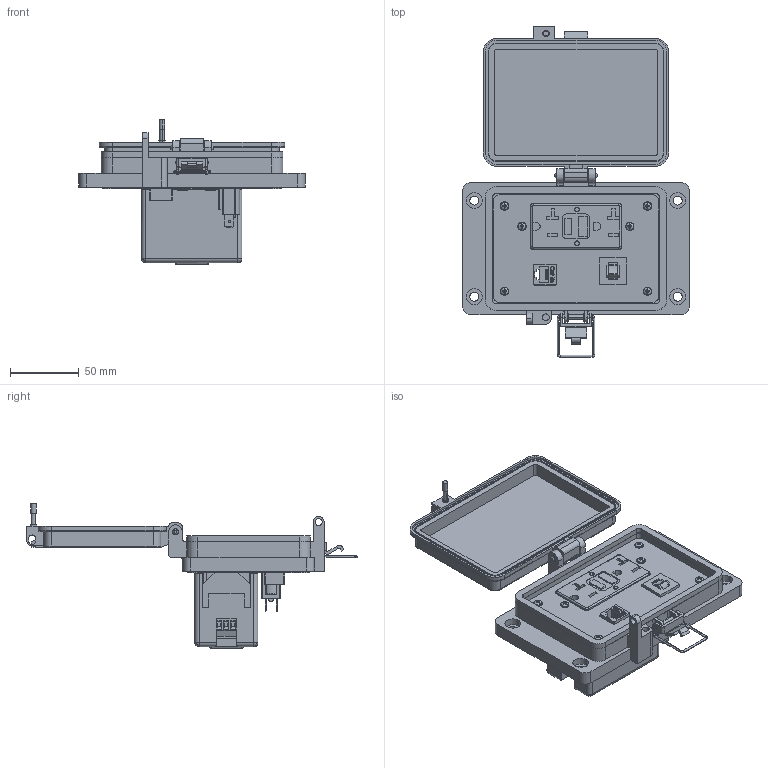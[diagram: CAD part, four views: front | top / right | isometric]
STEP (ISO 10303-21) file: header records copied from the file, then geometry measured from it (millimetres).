
FILE_DESCRIPTION (( 'STEP AP203' ), '1' );
FILE_NAME ('P-R2-M2RF3_3D.STEP', '2019-10-21T18:30:03', ( '' ), ( '' ), 'SwSTEP 2.0', 'SolidWorks 2019', '' );
FILE_SCHEMA (( 'CONFIG_CONTROL_DESIGN' ));
Length unit declared in the file: millimetre
Products named in the file (16): Z-000-4243316TFP; Z-CB-SM; RF_RF Clipped; M3PH_12M3; R2; -M2; CBX; Z-300-RJ45CAT5; Z-200-OTLT-GFIH-1_sheared; Z-H-M2_B; P-R2-M2RF3_3D; Z-200-OTLT-RIOF_RF Clipped; P-R2-M2RF3_FP060_1; 92005A124_METRIC PAN HEAD PHILLIPS MACHINE SCREW_92005A124; P-R2-M2RF3_BP180_1; P-R2-M2RF3_TP060_1
Assembly tree (20 placements, depth 3):
  P-R2-M2RF3_3D
    P-R2-M2RF3_BP180_1
    P-R2-M2RF3_TP060_1
    Z-000-4243316TFP  x2
    P-R2-M2RF3_FP060_1
    R2
      Z-300-RJ45CAT5
    CBX
      Z-CB-SM
    RF_RF Clipped
      Z-200-OTLT-RIOF_RF Clipped
      Z-200-OTLT-GFIH-1_sheared
    M3PH_12M3  x2
    -M2
      Z-H-M2_B
    92005A124_METRIC PAN HEAD PHILLIPS MACHINE SCREW_92005A124  x4
Bounding box: 164.96 x 240.59 x 105.18 mm (x, y, z)
Volume: 350756.2 mm3; surface area: 220108.1 mm2
Topology: 41 solids, 41 shells, 3419 faces, 9514 edges, 6281 vertices
Faces by surface type: plane 1606, cylinder 1401, bspline 247, cone 95, torus 38, sphere 32
Entity records: 99532 total; most frequent: CARTESIAN_POINT 31899, ORIENTED_EDGE 14606, DIRECTION 12508, EDGE_CURVE 7303, VERTEX_POINT 4817, VECTOR 4766, LINE 4766, AXIS2_PLACEMENT_3D 3871
